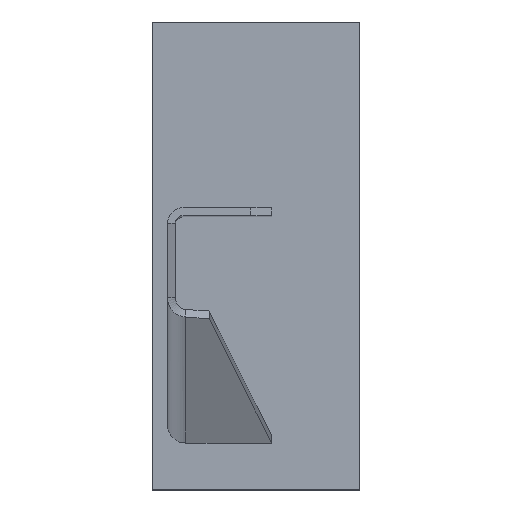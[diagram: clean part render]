
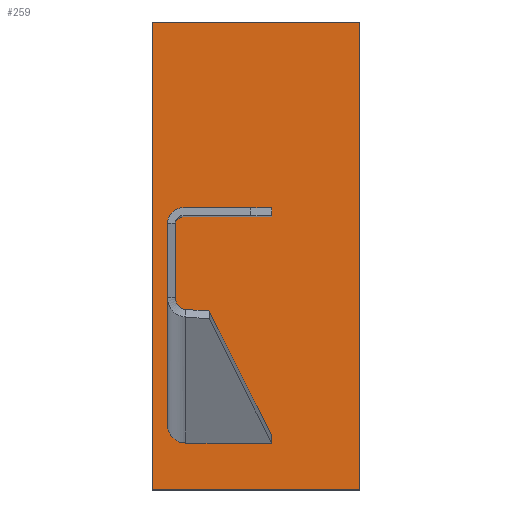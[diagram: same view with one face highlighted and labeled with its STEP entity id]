
A CAD part, top view. The second image highlights one B-rep face of the part: STEP entity #259.
In plain terms, the highlighted planar face has unit normal (0, 0, 1).
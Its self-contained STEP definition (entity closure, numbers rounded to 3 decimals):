
#15 = EDGE_CURVE ( 'NONE', #627, #572, #95, .T. ) ;
#24 = VECTOR ( 'NONE', #155, 1000. ) ;
#53 = CARTESIAN_POINT ( 'NONE',  ( 20., 0., 5. ) ) ;
#59 = ORIENTED_EDGE ( 'NONE', *, *, #319, .T. ) ;
#76 = VECTOR ( 'NONE', #690, 1000. ) ;
#84 = CARTESIAN_POINT ( 'NONE',  ( -20., 0., 5. ) ) ;
#95 = LINE ( 'NONE', #278, #76 ) ;
#96 = PLANE ( 'NONE',  #298 ) ;
#155 = DIRECTION ( 'NONE',  ( -1., 0., 0. ) ) ;
#162 = CARTESIAN_POINT ( 'NONE',  ( 20., -90., 5. ) ) ;
#180 = CARTESIAN_POINT ( 'NONE',  ( -20., 0., 5. ) ) ;
#195 = VERTEX_POINT ( 'NONE', #446 ) ;
#226 = CARTESIAN_POINT ( 'NONE',  ( 20., 0., 5. ) ) ;
#243 = ORIENTED_EDGE ( 'NONE', *, *, #15, .T. ) ;
#255 = DIRECTION ( 'NONE',  ( 0., 1., 0. ) ) ;
#259 = ADVANCED_FACE ( 'NONE', ( #437 ), #96, .T. ) ;
#277 = VECTOR ( 'NONE', #830, 1000. ) ;
#278 = CARTESIAN_POINT ( 'NONE',  ( -20., -90., 5. ) ) ;
#298 = AXIS2_PLACEMENT_3D ( 'NONE', #514, #699, #356 ) ;
#314 = LINE ( 'NONE', #84, #277 ) ;
#319 = EDGE_CURVE ( 'NONE', #195, #627, #314, .T. ) ;
#356 = DIRECTION ( 'NONE',  ( 1., 0., 0. ) ) ;
#372 = EDGE_LOOP ( 'NONE', ( #620, #744, #59, #243 ) ) ;
#413 = VERTEX_POINT ( 'NONE', #226 ) ;
#437 = FACE_OUTER_BOUND ( 'NONE', #372, .T. ) ;
#446 = CARTESIAN_POINT ( 'NONE',  ( -20., 0., 5. ) ) ;
#454 = VECTOR ( 'NONE', #255, 1000. ) ;
#514 = CARTESIAN_POINT ( 'NONE',  ( 0., 0., 5. ) ) ;
#515 = CARTESIAN_POINT ( 'NONE',  ( -20., -90., 5. ) ) ;
#536 = LINE ( 'NONE', #180, #24 ) ;
#572 = VERTEX_POINT ( 'NONE', #162 ) ;
#620 = ORIENTED_EDGE ( 'NONE', *, *, #806, .T. ) ;
#627 = VERTEX_POINT ( 'NONE', #515 ) ;
#690 = DIRECTION ( 'NONE',  ( 1., 0., 0. ) ) ;
#699 = DIRECTION ( 'NONE',  ( 0., 0., 1. ) ) ;
#744 = ORIENTED_EDGE ( 'NONE', *, *, #770, .T. ) ;
#770 = EDGE_CURVE ( 'NONE', #413, #195, #536, .T. ) ;
#806 = EDGE_CURVE ( 'NONE', #572, #413, #812, .T. ) ;
#812 = LINE ( 'NONE', #53, #454 ) ;
#830 = DIRECTION ( 'NONE',  ( 0., -1., 0. ) ) ;
